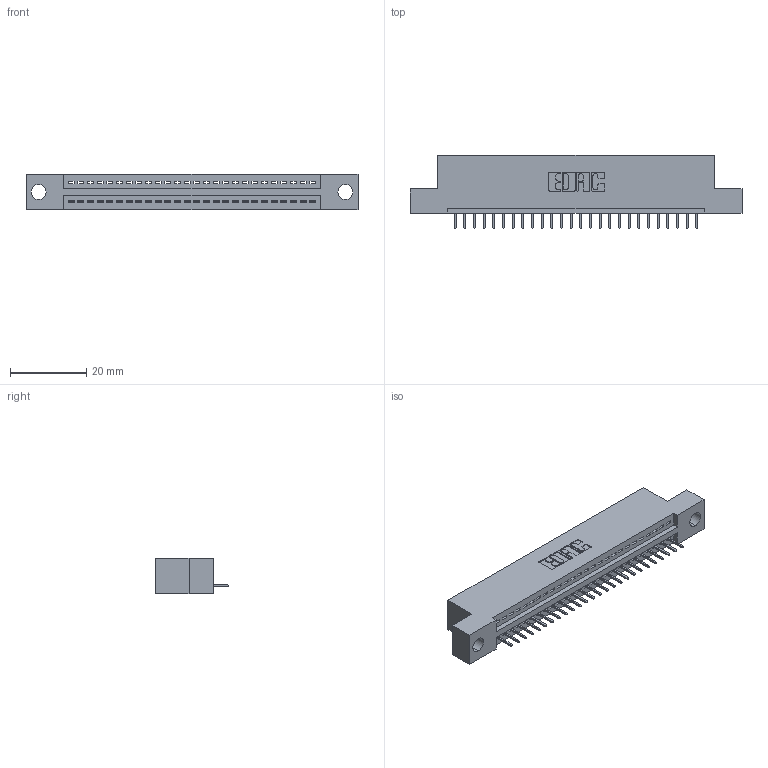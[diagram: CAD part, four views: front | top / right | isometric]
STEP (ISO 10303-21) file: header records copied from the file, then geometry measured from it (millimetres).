
FILE_DESCRIPTION (( 'STEP AP203' ), '1' );
FILE_NAME ('395-026-524-104.STEP', '2021-05-31T14:37:32', ( '' ), ( '' ), 'SwSTEP 2.0', 'SolidWorks 2020', '' );
FILE_SCHEMA (( 'CONFIG_CONTROL_DESIGN' ));
Length unit declared in the file: inch
Products named in the file (3): 395-026-524-104; 345-292-001_345-293-124; 345 Part_Flush Mounting Lugs - 0.156 Dia-TI
Assembly tree (27 placements, depth 2):
  395-026-524-104
    345 Part_Flush Mounting Lugs - 0.156 Dia-TI
    345-292-001_345-293-124  x26
Bounding box: 87.25 x 19.35 x 9.4 mm (x, y, z)
Volume: 7947.3 mm3; surface area: 9857.8 mm2
Topology: 27 solids, 27 shells, 1752 faces, 5057 edges, 3266 vertices
Faces by surface type: plane 1290, cylinder 462
Entity records: 22215 total; most frequent: CARTESIAN_POINT 3856, ORIENTED_EDGE 3814, DIRECTION 3391, EDGE_CURVE 1907, LINE 1675, VECTOR 1675, VERTEX_POINT 1266, AXIS2_PLACEMENT_3D 858
